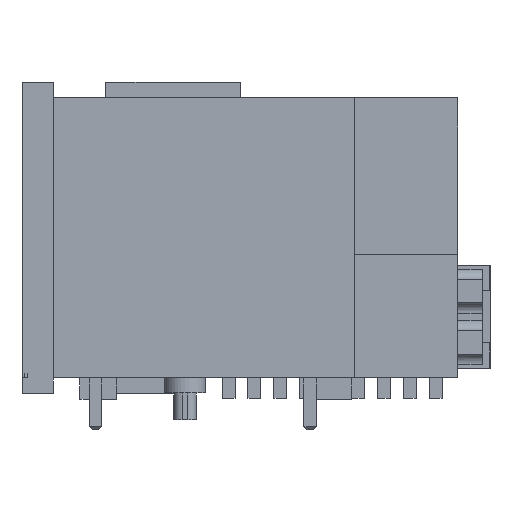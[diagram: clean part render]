
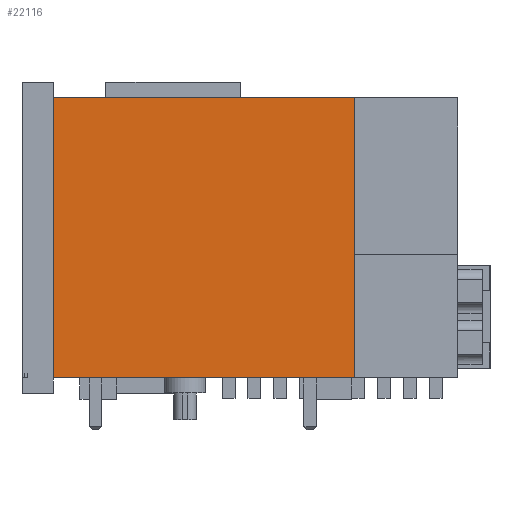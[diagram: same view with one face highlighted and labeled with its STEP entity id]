
A CAD part, left-side view. The second image highlights one B-rep face of the part: STEP entity #22116.
In plain terms, the highlighted planar face has unit normal (-1, 0, 0).
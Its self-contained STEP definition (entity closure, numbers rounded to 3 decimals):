
#1106=LINE($,#32412,#4150);
#1117=LINE($,#32433,#4161);
#1133=LINE($,#32459,#4177);
#1134=LINE($,#32461,#4178);
#4150=VECTOR($,#26375,14.783);
#4161=VECTOR($,#26388,14.783);
#4177=VECTOR($,#26420,13.741);
#4178=VECTOR($,#26423,13.741);
#6454=PLANE($,#23464);
#7734=FACE_OUTER_BOUND($,#8952,.T.);
#8952=EDGE_LOOP($,(#17555,#17556,#17557,#17558));
#10807=VERTEX_POINT($,#32409);
#10808=VERTEX_POINT($,#32411);
#10816=VERTEX_POINT($,#32430);
#10817=VERTEX_POINT($,#32432);
#13306=EDGE_CURVE($,#10807,#10808,#1106,.T.);
#13317=EDGE_CURVE($,#10817,#10816,#1117,.T.);
#13333=EDGE_CURVE($,#10808,#10816,#1133,.T.);
#13334=EDGE_CURVE($,#10807,#10817,#1134,.T.);
#17555=ORIENTED_EDGE($,*,*,#13317,.T.);
#17556=ORIENTED_EDGE($,*,*,#13333,.F.);
#17557=ORIENTED_EDGE($,*,*,#13306,.F.);
#17558=ORIENTED_EDGE($,*,*,#13334,.T.);
#22116=ADVANCED_FACE($,(#7734),#6454,.F.);
#23464=AXIS2_PLACEMENT_3D($,#32460,#26421,#26422);
#26375=DIRECTION($,(0.,-1.,0.));
#26388=DIRECTION($,(0.,-1.,0.));
#26420=DIRECTION($,(0.,0.,-1.));
#26421=DIRECTION('center_axis',(1.,0.,0.));
#26422=DIRECTION('ref_axis',(0.,1.,0.));
#26423=DIRECTION($,(0.,0.,-1.));
#32409=CARTESIAN_POINT('',(-28.829,6.477,14.783));
#32411=CARTESIAN_POINT('',(-28.829,-8.306,14.783));
#32412=CARTESIAN_POINT($,(-28.829,6.477,14.783));
#32430=CARTESIAN_POINT('',(-28.829,-8.306,1.041));
#32432=CARTESIAN_POINT('',(-28.829,6.477,1.041));
#32433=CARTESIAN_POINT($,(-28.829,6.477,1.041));
#32459=CARTESIAN_POINT($,(-28.829,-8.306,14.783));
#32460=CARTESIAN_POINT('Origin',(-28.829,6.477,14.783));
#32461=CARTESIAN_POINT($,(-28.829,6.477,14.783));
